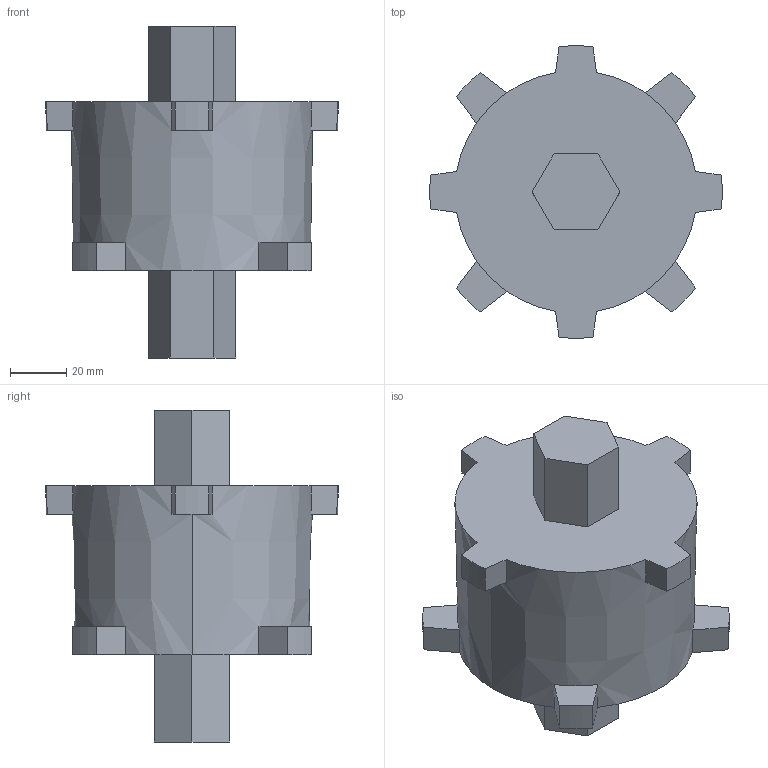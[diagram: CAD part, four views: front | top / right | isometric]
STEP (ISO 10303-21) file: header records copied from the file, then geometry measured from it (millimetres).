
FILE_DESCRIPTION(('STEP AP214'),'1');
FILE_NAME('cctmp_DE3553E6-6891-4082-83FC-ABA5F3273484_2024_04_19_09_16_22_0170_13392..stp','2024-04-19T07:16:22',('Bosch Rexroth AG'),('CADClick - www.CADClick.com'),'Spatial InterOp 3D',' ','unknown authorization - (Healing Option Enabled)');
FILE_SCHEMA(('AUTOMOTIVE_DESIGN'));
Length unit declared in the file: millimetre
Products named in the file (1): 2024_04_19_09_16_22_0154
Bounding box: 103.92 x 103.92 x 118 mm (x, y, z)
Volume: 388946.8 mm3; surface area: 36635.9 mm2
Topology: 1 solids, 1 shells, 50 faces, 138 edges, 92 vertices
Faces by surface type: plane 40, cone 10
Entity records: 2102 total; most frequent: CARTESIAN_POINT 425, ORIENTED_EDGE 276, DIRECTION 244, EDGE_CURVE 138, VERTEX_POINT 92, AXIS2_PLACEMENT_3D 87, LINE 70, VECTOR 70
